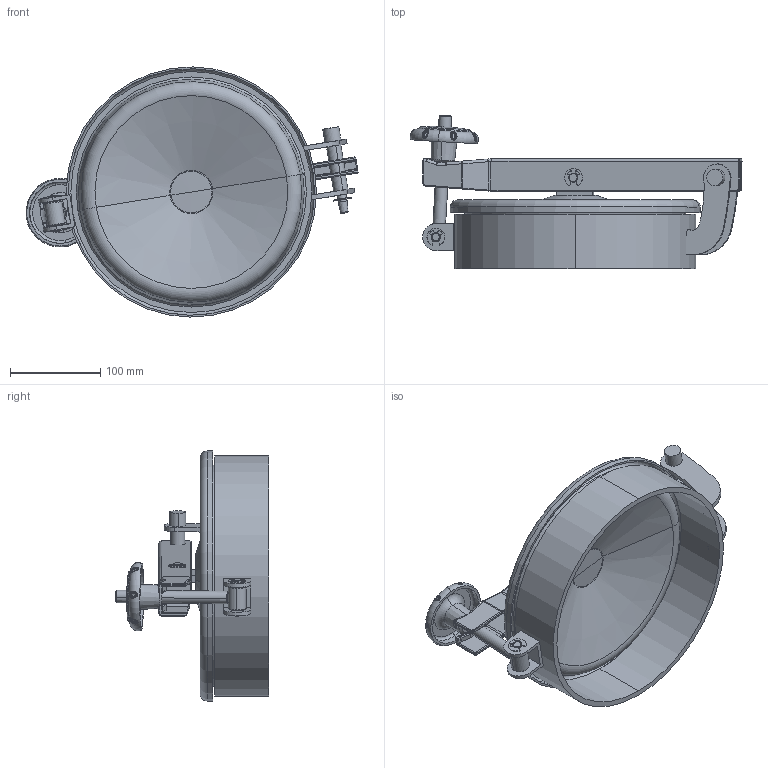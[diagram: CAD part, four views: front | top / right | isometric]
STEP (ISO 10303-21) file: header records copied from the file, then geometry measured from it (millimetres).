
FILE_DESCRIPTION (( 'STEP AP203' ), '1' );
FILE_NAME ('porte complete p33-255.STEP', '2011-02-14T14:04:26', ( 'BE' ), ( 'BOYER SA' ), 'SwSTEP 2.0', 'SolidWorks 2008', '' );
FILE_SCHEMA (( 'CONFIG_CONTROL_DESIGN' ));
Length unit declared in the file: millimetre
Products named in the file (15): PRO 4L BR P   02 255 (0710100043)_Défaut; AME 4L BR K255 (0730200021)_Défaut; AXE 04 BR D10 39 46  (0650100013)_Défaut; TBRA 4L ETI G500 160 102 (0730300004)_Défaut; BROC 4L BR D10 X 64 (0670100000)_Défaut; porte  complete p33-255; CARO 4L PO SP 06 255 60 (0720100068)_Défaut; BRA 4L BR K  255  (0730200065)_Défaut; PSEQ 4L PO S 05 100 30 (0661300005)_Défaut; U5  4L PO U102    27  34  30 (0640800013)_Défaut; AXE 4L BR D10 21 28 (0650100009)_Défaut; BAG 4L BR OB 20 26 10 (0760100016)_Défaut; GM14 4L BR YD 000 70 125 (0610100018)_Défaut; VOL 39 CB OD114  76  14 (0750100021)_Défaut; CLIP 6L PO D10 50650300002起D嶨aut
Assembly tree (19 placements, depth 2):
  porte  complete p33-255
    TBRA 4L ETI G500 160 102 (0730300004)_Défaut
    CLIP 6L PO D10 50650300002起D嶨aut  x5
    PSEQ 4L PO S 05 100 30 (0661300005)_Défaut  x2
    U5  4L PO U102    27  34  30 (0640800013)_Défaut
    BROC 4L BR D10 X 64 (0670100000)_Défaut
    VOL 39 CB OD114  76  14 (0750100021)_Défaut
    BRA 4L BR K  255  (0730200065)_Défaut
    PRO 4L BR P   02 255 (0710100043)_Défaut
    BAG 4L BR OB 20 26 10 (0760100016)_Défaut
    AXE 4L BR D10 21 28 (0650100009)_Défaut
    AXE 04 BR D10 39 46  (0650100013)_Défaut
    AME 4L BR K255 (0730200021)_Défaut
    GM14 4L BR YD 000 70 125 (0610100018)_Défaut
    CARO 4L PO SP 06 255 60 (0720100068)_Défaut
Bounding box: 367.87 x 170.12 x 277.22 mm (x, y, z)
Volume: 701596.5 mm3; surface area: 392944.1 mm2
Topology: 19 solids, 19 shells, 527 faces, 1240 edges, 753 vertices
Faces by surface type: cylinder 213, plane 130, bspline 85, torus 54, cone 38, sphere 7
Entity records: 21503 total; most frequent: CARTESIAN_POINT 10208, ORIENTED_EDGE 2026, DIRECTION 1987, EDGE_CURVE 1013, AXIS2_PLACEMENT_3D 811, VERTEX_POINT 613, EDGE_LOOP 490, FACE_OUTER_BOUND 447
